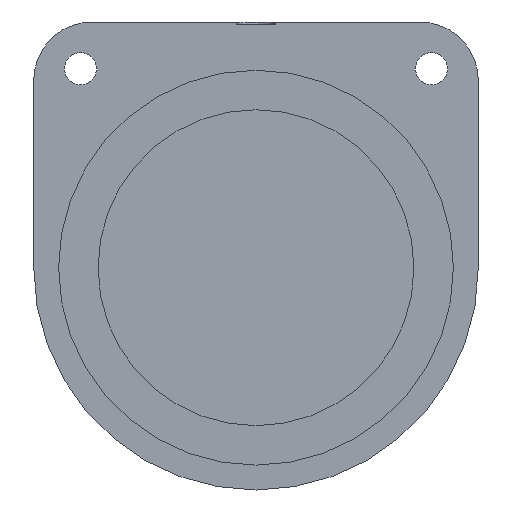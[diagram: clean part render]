
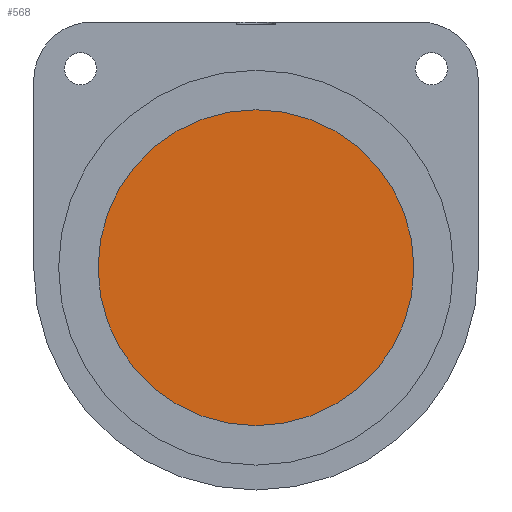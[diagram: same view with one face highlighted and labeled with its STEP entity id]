
A CAD part, front view. The second image highlights one B-rep face of the part: STEP entity #568.
In plain terms, the highlighted face is planar.
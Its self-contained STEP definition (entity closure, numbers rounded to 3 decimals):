
#215=ORIENTED_EDGE('',*,*,#296,.T.);
#296=EDGE_CURVE('',#348,#348,#382,.T.);
#348=VERTEX_POINT('',#988);
#382=CIRCLE('',#656,27.);
#431=EDGE_LOOP('',(#215));
#495=FACE_BOUND('',#431,.T.);
#537=PLANE('',#655);
#568=ADVANCED_FACE('',(#495),#537,.T.);
#655=AXIS2_PLACEMENT_3D('',#986,#808,#809);
#656=AXIS2_PLACEMENT_3D('',#987,#810,#811);
#808=DIRECTION('',(0.,0.,-1.));
#809=DIRECTION('',(-1.,0.,0.));
#810=DIRECTION('',(0.,0.,-1.));
#811=DIRECTION('',(-1.,0.,0.));
#986=CARTESIAN_POINT('',(0.,42.,2.5));
#987=CARTESIAN_POINT('',(0.,42.,2.5));
#988=CARTESIAN_POINT('',(-27.,42.,2.5));
